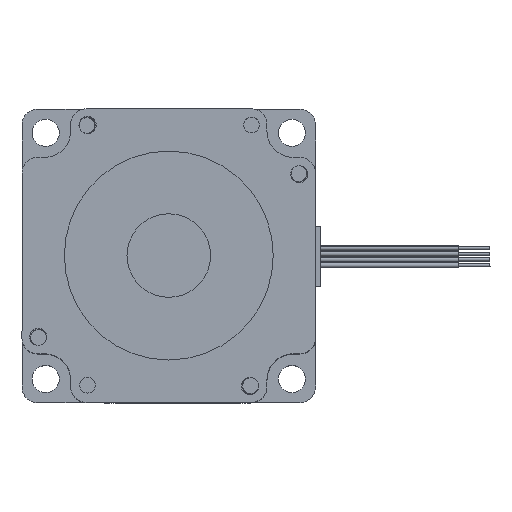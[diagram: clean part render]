
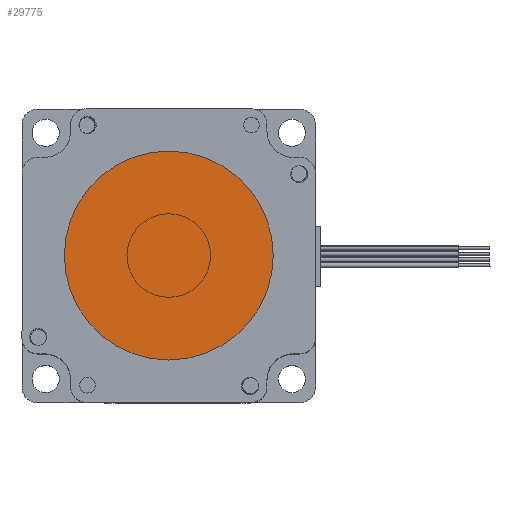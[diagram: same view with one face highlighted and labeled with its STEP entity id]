
A CAD part, top view. The second image highlights one B-rep face of the part: STEP entity #29775.
In plain terms, the highlighted face is planar.
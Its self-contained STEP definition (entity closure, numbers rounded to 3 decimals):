
#3114=FACE_OUTER_BOUND('',#4897,.T.);
#4897=EDGE_LOOP('',(#27372));
#11516=CIRCLE('',#33320,20.);
#14431=VERTEX_POINT('',#57090);
#18764=EDGE_CURVE('',#14431,#14431,#11516,.T.);
#27372=ORIENTED_EDGE('',*,*,#18764,.T.);
#28221=PLANE('',#33321);
#29775=ADVANCED_FACE('',(#3114),#28221,.F.);
#33320=AXIS2_PLACEMENT_3D('',#57091,#42713,#42714);
#33321=AXIS2_PLACEMENT_3D('',#57092,#42715,#42716);
#42713=DIRECTION('center_axis',(0.,0.,-1.));
#42714=DIRECTION('ref_axis',(-1.,0.,0.));
#42715=DIRECTION('center_axis',(0.,0.,1.));
#42716=DIRECTION('ref_axis',(1.,0.,0.));
#57090=CARTESIAN_POINT('',(20.,0.,0.));
#57091=CARTESIAN_POINT('Origin',(0.,0.,0.));
#57092=CARTESIAN_POINT('Origin',(0.,0.,
0.));
